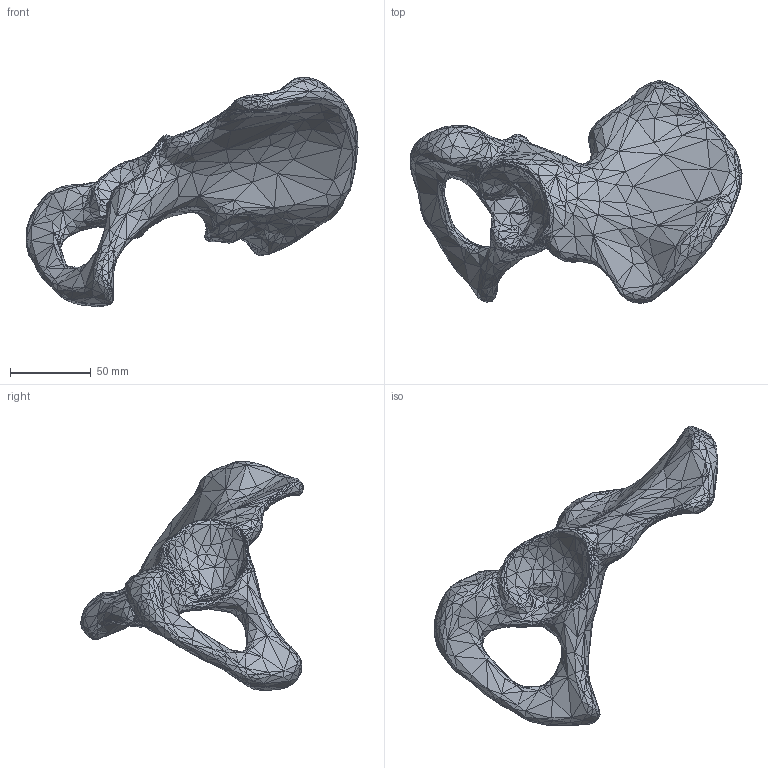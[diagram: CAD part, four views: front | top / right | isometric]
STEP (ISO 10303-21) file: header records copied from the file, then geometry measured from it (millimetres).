
FILE_DESCRIPTION(/* description */ (''),/* implementation_level */ '2;1');
FILE_NAME(/* name */ 'Right hip bone_.step',/* time_stamp */ '2022-06-24T16:00:44-04:00',/* author */ (''),/* organization */ (''),/* preprocessor_version */ 'ST-DEVELOPER v19',/* originating_system */ 'Autodesk Translation Framework v11.7.0.108',/* authorisation */ '');
FILE_SCHEMA (('AUTOMOTIVE_DESIGN { 1 0 10303 214 3 1 1 }'));
Length unit declared in the file: millimetre
Products named in the file (1): Right hip bone
Bounding box: 205.72 x 137.9 x 142.08 mm (x, y, z)
Volume: 315149.2 mm3; surface area: 56387.2 mm2
Topology: 1 solids, 1 shells, 2374 faces, 3561 edges, 1187 vertices
Faces by surface type: plane 2374
Entity records: 46334 total; most frequent: DIRECTION 8311, CARTESIAN_POINT 7123, ORIENTED_EDGE 7122, LINE 3561, VECTOR 3561, EDGE_CURVE 3561, AXIS2_PLACEMENT_3D 2375, FACE_OUTER_BOUND 2374
